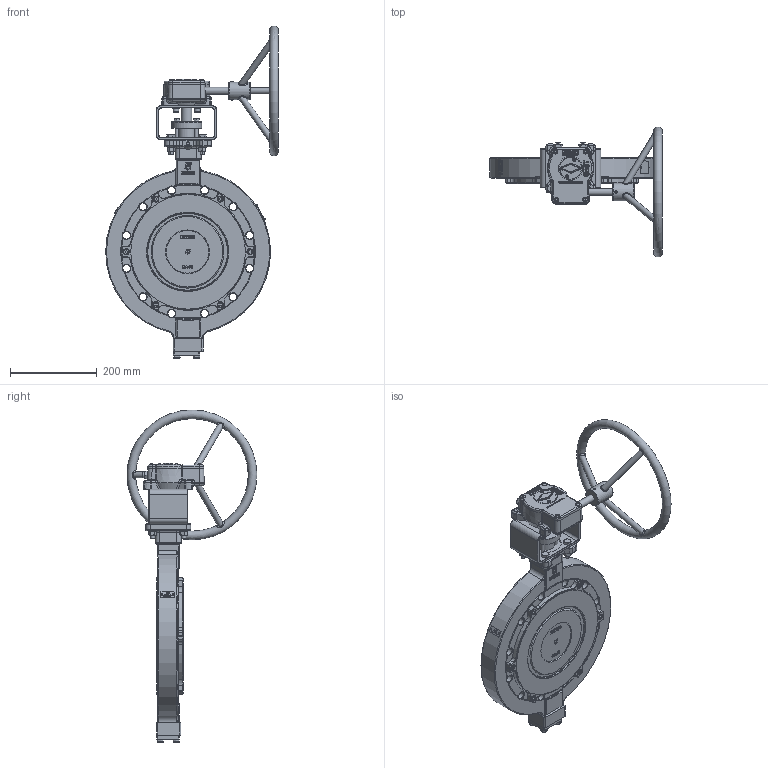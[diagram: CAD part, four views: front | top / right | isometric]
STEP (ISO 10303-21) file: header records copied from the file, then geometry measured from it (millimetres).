
FILE_DESCRIPTION(('HOOPS Exchange Step'),'2;1');
FILE_NAME('AK14_DN200_PN16_Getriebe.stp','2024-11-22T14:15:22+01:00',('nieru'),('Unknown organisation'),'HOOPS Exchange 2024.2','HOOPS Exchange','Unknown authorisation');
FILE_SCHEMA( ('AP203_CONFIGURATION_CONTROLLED_3D_DESIGN_OF_MECHANICAL_PARTS_AND_ASSEMBLIES_MIM_LF') );
Length unit declared in the file: millimetre
Products named in the file (10): 0; root
Assembly tree (9 placements, depth 4):
  root
    0
    0
      0
      0
      0
        0
      0
      0
      0
Bounding box: 399.09 x 300 x 767.4 mm (x, y, z)
Volume: 5986992.1 mm3; surface area: 817692.5 mm2
Topology: 83 solids, 710 shells, 3351 faces, 9613 edges, 7072 vertices
Faces by surface type: plane 927, bspline 862, cylinder 816, cone 413, torus 276, sphere 57
Full cylindrical faces by diameter (mm): 4.2 x2, 8 x7, 9 x4, 10.106 x4, 10.5 x4, 11 x4, 12 x2, 13 x12, 14 x3, 14.8 x4, 16 x5, 17.15 x1, 18.1 x4, 22 x2, 25 x1, 30 x6, 35 x1, 40 x1, 41.769 x1, 52 x1, 56 x1, 69.5 x1, 75 x1, 182 x1, 195.43 x1, 204 x1
Entity records: 272641 total; most frequent: CARTESIAN_POINT 188759, ORIENTED_EDGE 16084, DIRECTION 15349, EDGE_CURVE 9539, VERTEX_POINT 7071, AXIS2_PLACEMENT_3D 6029, EDGE_LOOP 3576, FACE_BOUND 3576
